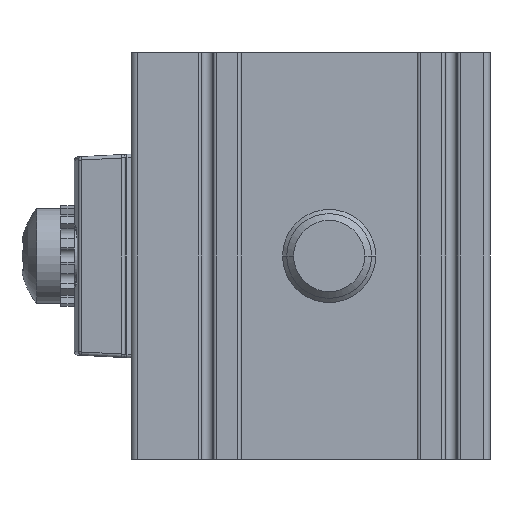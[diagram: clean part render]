
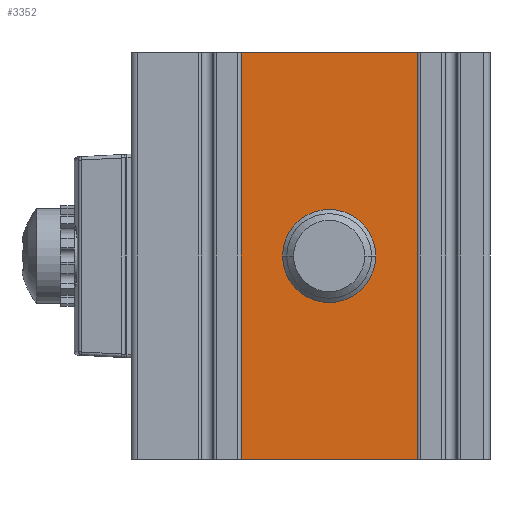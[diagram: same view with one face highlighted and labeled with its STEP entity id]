
A CAD part, left-side view. The second image highlights one B-rep face of the part: STEP entity #3352.
In plain terms, the highlighted planar face has unit normal (-1, 0, 0).
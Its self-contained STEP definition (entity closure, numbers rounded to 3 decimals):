
#2964=DIRECTION('',(0.,-1.,0.));
#2965=VECTOR('',#2964,11.5);
#2966=CARTESIAN_POINT('',(-4.,5.75,-12.));
#2967=LINE('',#2966,#2965);
#3040=CARTESIAN_POINT('',(-4.,5.75,-11.));
#3041=DIRECTION('',(-1.,0.,0.));
#3042=DIRECTION('',(0.,1.,0.));
#3043=AXIS2_PLACEMENT_3D('',#3040,#3041,#3042);
#3048=DIRECTION('',(0.,0.,1.));
#3049=VECTOR('',#3048,22.);
#3050=CARTESIAN_POINT('',(-4.,6.75,-11.));
#3051=LINE('',#3050,#3049);
#3055=CARTESIAN_POINT('',(-4.,5.75,11.));
#3056=DIRECTION('',(-1.,0.,0.));
#3057=DIRECTION('',(0.,0.,1.));
#3058=AXIS2_PLACEMENT_3D('',#3055,#3056,#3057);
#3063=CARTESIAN_POINT('',(-4.,-5.75,11.));
#3064=DIRECTION('',(-1.,0.,0.));
#3065=DIRECTION('',(0.,-1.,0.));
#3066=AXIS2_PLACEMENT_3D('',#3063,#3064,#3065);
#3071=CARTESIAN_POINT('',(-4.,-5.75,-11.));
#3072=DIRECTION('',(-1.,0.,0.));
#3073=DIRECTION('',(0.,0.,-1.));
#3074=AXIS2_PLACEMENT_3D('',#3071,#3072,#3073);
#3079=CARTESIAN_POINT('',(-4.,0.,0.));
#3080=DIRECTION('',(-1.,0.,0.));
#3081=DIRECTION('',(0.,0.,1.));
#3082=AXIS2_PLACEMENT_3D('',#3079,#3080,#3081);
#3087=CARTESIAN_POINT('',(-4.,0.,0.));
#3088=DIRECTION('',(-1.,0.,0.));
#3089=DIRECTION('',(0.,0.,-1.));
#3090=AXIS2_PLACEMENT_3D('',#3087,#3088,#3089);
#3123=DIRECTION('',(0.,-1.,0.));
#3124=VECTOR('',#3123,11.5);
#3125=CARTESIAN_POINT('',(-4.,5.75,12.));
#3126=LINE('',#3125,#3124);
#3151=DIRECTION('',(0.,0.,1.));
#3152=VECTOR('',#3151,22.);
#3153=CARTESIAN_POINT('',(-4.,-6.75,-11.));
#3154=LINE('',#3153,#3152);
#3213=CARTESIAN_POINT('',(-4.,6.75,-11.));
#3214=VERTEX_POINT('',#3213);
#3215=CARTESIAN_POINT('',(-4.,5.75,-12.));
#3216=VERTEX_POINT('',#3215);
#3217=CARTESIAN_POINT('',(-4.,-5.75,-12.));
#3218=CARTESIAN_POINT('',(-4.,-6.75,-11.));
#3219=VERTEX_POINT('',#3217);
#3220=VERTEX_POINT('',#3218);
#3229=CARTESIAN_POINT('',(-4.,-6.75,11.));
#3230=VERTEX_POINT('',#3229);
#3231=CARTESIAN_POINT('',(-4.,-5.75,12.));
#3232=VERTEX_POINT('',#3231);
#3233=CARTESIAN_POINT('',(-4.,5.75,12.));
#3234=CARTESIAN_POINT('',(-4.,6.75,11.));
#3235=VERTEX_POINT('',#3233);
#3236=VERTEX_POINT('',#3234);
#3249=CARTESIAN_POINT('',(-4.,0.,2.75));
#3250=CARTESIAN_POINT('',(-4.,0.,-2.75));
#3251=VERTEX_POINT('',#3249);
#3252=VERTEX_POINT('',#3250);
#3326=CARTESIAN_POINT('',(-4.,6.75,-12.));
#3327=DIRECTION('',(-1.,0.,0.));
#3328=DIRECTION('',(0.,-1.,0.));
#3329=AXIS2_PLACEMENT_3D('',#3326,#3327,#3328);
#3330=PLANE('',#3329);
#3331=ORIENTED_EDGE('',*,*,#3278,.F.);
#3333=ORIENTED_EDGE('',*,*,#3332,.T.);
#3335=ORIENTED_EDGE('',*,*,#3334,.F.);
#3337=ORIENTED_EDGE('',*,*,#3336,.T.);
#3339=ORIENTED_EDGE('',*,*,#3338,.F.);
#3341=ORIENTED_EDGE('',*,*,#3340,.F.);
#3342=ORIENTED_EDGE('',*,*,#3317,.F.);
#3343=ORIENTED_EDGE('',*,*,#3260,.F.);
#3344=EDGE_LOOP('',(#3331,#3333,#3335,#3337,#3339,#3341,#3342,#3343));
#3345=FACE_OUTER_BOUND('',#3344,.F.);
#3347=ORIENTED_EDGE('',*,*,#3346,.T.);
#3349=ORIENTED_EDGE('',*,*,#3348,.T.);
#3350=EDGE_LOOP('',(#3347,#3349));
#3351=FACE_BOUND('',#3350,.F.);
#3352=ADVANCED_FACE('',(#3345,#3351),#3330,.T.);
#3044=CIRCLE('',#3043,1.);
#3059=CIRCLE('',#3058,1.);
#3067=CIRCLE('',#3066,1.);
#3075=CIRCLE('',#3074,1.);
#3083=CIRCLE('',#3082,2.75);
#3091=CIRCLE('',#3090,2.75);
#3260=EDGE_CURVE('',#3216,#3219,#2967,.T.);
#3278=EDGE_CURVE('',#3214,#3216,#3044,.T.);
#3317=EDGE_CURVE('',#3219,#3220,#3075,.T.);
#3332=EDGE_CURVE('',#3214,#3236,#3051,.T.);
#3334=EDGE_CURVE('',#3235,#3236,#3059,.T.);
#3336=EDGE_CURVE('',#3235,#3232,#3126,.T.);
#3338=EDGE_CURVE('',#3230,#3232,#3067,.T.);
#3340=EDGE_CURVE('',#3220,#3230,#3154,.T.);
#3346=EDGE_CURVE('',#3251,#3252,#3083,.T.);
#3348=EDGE_CURVE('',#3252,#3251,#3091,.T.);
